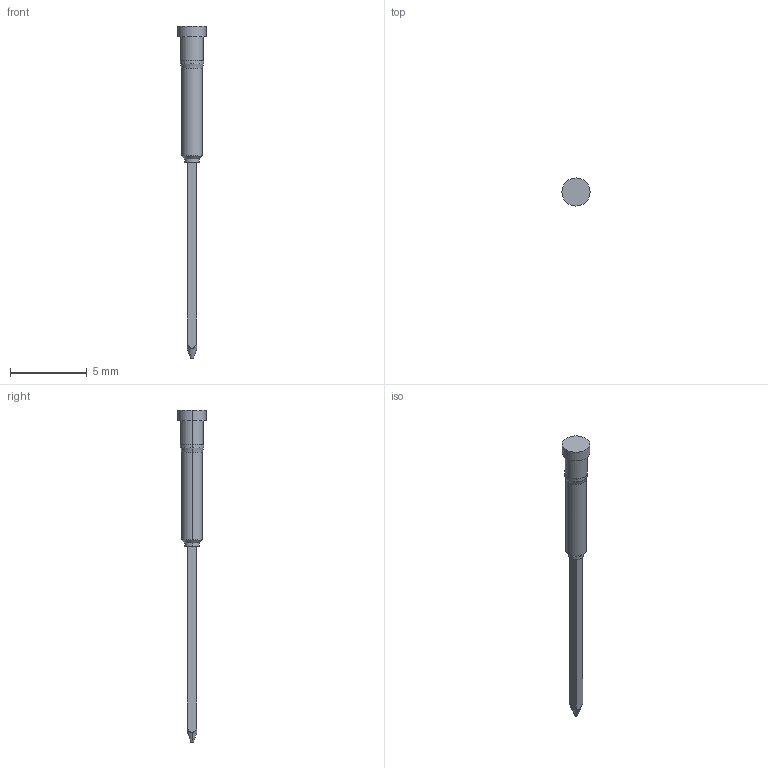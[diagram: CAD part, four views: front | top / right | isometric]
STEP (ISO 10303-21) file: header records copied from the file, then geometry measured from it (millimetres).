
FILE_DESCRIPTION (( 'STEP AP203' ), '1' );
FILE_NAME ('MOD-I-G1S1.step', '2015-07-09T11:54:29', ( 'firstrun' ), ( 'Hewlett-Packard Company' ), 'SwSTEP 2.0', 'SolidWorks 2012', '' );
FILE_SCHEMA (( 'CONFIG_CONTROL_DESIGN' ));
Length unit declared in the file: millimetre
Products named in the file (1): MOD-I-G1S1
Bounding box: 1.83 x 1.83 x 21.62 mm (x, y, z)
Volume: 18.9 mm3; surface area: 75.9 mm2
Topology: 1 solids, 1 shells, 162 faces, 421 edges, 278 vertices
Faces by surface type: plane 90, bspline 56, cylinder 10, cone 6
Entity records: 7486 total; most frequent: CARTESIAN_POINT 3812, ORIENTED_EDGE 842, DIRECTION 539, EDGE_CURVE 421, LINE 281, VECTOR 281, VERTEX_POINT 278, EDGE_LOOP 179
